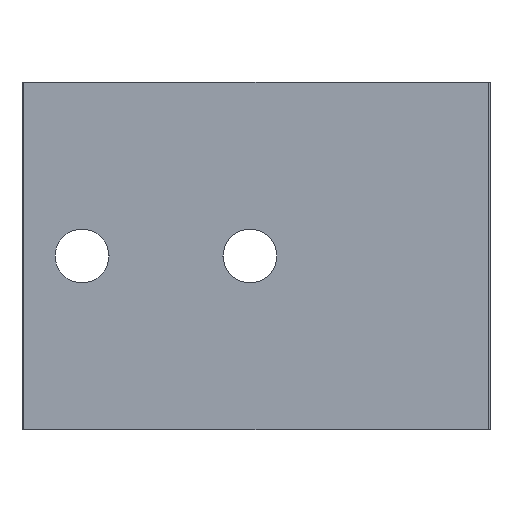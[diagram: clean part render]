
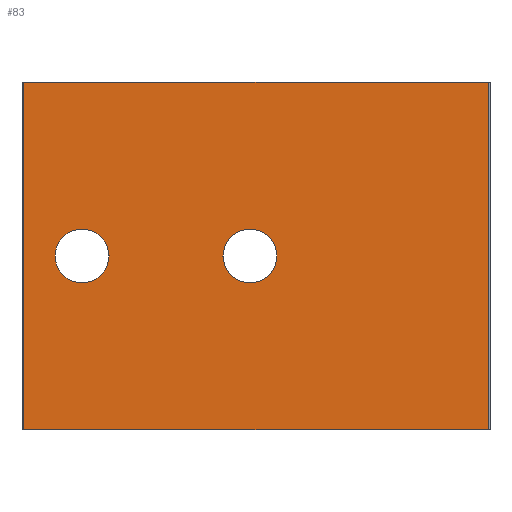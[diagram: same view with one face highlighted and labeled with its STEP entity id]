
A CAD part, front view. The second image highlights one B-rep face of the part: STEP entity #83.
In plain terms, the highlighted planar face has unit normal (0, -1, 0).
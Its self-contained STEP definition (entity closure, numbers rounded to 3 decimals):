
#83 = ADVANCED_FACE ( 'NONE', ( #8186, #4797, #1420 ), #7773, .F. ) ;
#145 = CARTESIAN_POINT ( 'NONE',  ( 10441.392, 2863.331, 14.5 ) ) ;
#257 = CARTESIAN_POINT ( 'NONE',  ( 10481.392, 2863.331, -19. ) ) ;
#292 = AXIS2_PLACEMENT_3D ( 'NONE', #7241, #7806, #7642 ) ;
#380 = ORIENTED_EDGE ( 'NONE', *, *, #393, .F. ) ;
#393 = EDGE_CURVE ( 'NONE', #4249, #7086, #1324, .T. ) ;
#612 = CARTESIAN_POINT ( 'NONE',  ( 10413.392, 2863.331, 10. ) ) ;
#738 = CARTESIAN_POINT ( 'NONE',  ( 10441.392, 2863.331, 5.5 ) ) ;
#884 = DIRECTION ( 'NONE',  ( 1., 0., 0. ) ) ;
#956 = EDGE_LOOP ( 'NONE', ( #7901, #3224 ) ) ;
#1031 = VECTOR ( 'NONE', #884, 1000. ) ;
#1072 = DIRECTION ( 'NONE',  ( 0., 0., 1. ) ) ;
#1176 = EDGE_CURVE ( 'NONE', #4144, #7316, #6062, .T. ) ;
#1247 = DIRECTION ( 'NONE',  ( 0., 0., 1. ) ) ;
#1324 = LINE ( 'NONE', #7760, #3200 ) ;
#1353 = VERTEX_POINT ( 'NONE', #738 ) ;
#1420 = FACE_OUTER_BOUND ( 'NONE', #1885, .T. ) ;
#1617 = DIRECTION ( 'NONE',  ( 0., 1., 0. ) ) ;
#1632 = VERTEX_POINT ( 'NONE', #145 ) ;
#1885 = EDGE_LOOP ( 'NONE', ( #7010, #7625, #6520, #380 ) ) ;
#1940 = ORIENTED_EDGE ( 'NONE', *, *, #2750, .T. ) ;
#2058 = AXIS2_PLACEMENT_3D ( 'NONE', #5420, #1617, #6038 ) ;
#2077 = VECTOR ( 'NONE', #4866, 1000. ) ;
#2116 = CARTESIAN_POINT ( 'NONE',  ( 10403.692, 2863.331, 39. ) ) ;
#2535 = AXIS2_PLACEMENT_3D ( 'NONE', #7423, #3590, #8045 ) ;
#2750 = EDGE_CURVE ( 'NONE', #7316, #4144, #6980, .T. ) ;
#2764 = EDGE_CURVE ( 'NONE', #3203, #7086, #6581, .T. ) ;
#3082 = EDGE_CURVE ( 'NONE', #5308, #3203, #7774, .T. ) ;
#3105 = CARTESIAN_POINT ( 'NONE',  ( 10403.692, 2863.331, -19. ) ) ;
#3175 = EDGE_CURVE ( 'NONE', #1632, #1353, #4184, .T. ) ;
#3200 = VECTOR ( 'NONE', #4409, 1000. ) ;
#3203 = VERTEX_POINT ( 'NONE', #3644 ) ;
#3224 = ORIENTED_EDGE ( 'NONE', *, *, #3175, .T. ) ;
#3268 = CARTESIAN_POINT ( 'NONE',  ( 10481.092, 2863.331, 39. ) ) ;
#3590 = DIRECTION ( 'NONE',  ( 0., 1., 0. ) ) ;
#3644 = CARTESIAN_POINT ( 'NONE',  ( 10481.092, 2863.331, -19. ) ) ;
#3650 = CIRCLE ( 'NONE', #2058, 4.5 ) ;
#4144 = VERTEX_POINT ( 'NONE', #5777 ) ;
#4184 = CIRCLE ( 'NONE', #2535, 4.5 ) ;
#4213 = CARTESIAN_POINT ( 'NONE',  ( 10481.092, 2863.331, 10. ) ) ;
#4249 = VERTEX_POINT ( 'NONE', #2116 ) ;
#4409 = DIRECTION ( 'NONE',  ( 1., 0., 0. ) ) ;
#4674 = EDGE_CURVE ( 'NONE', #4249, #5308, #7561, .T. ) ;
#4797 = FACE_BOUND ( 'NONE', #7785, .T. ) ;
#4866 = DIRECTION ( 'NONE',  ( 0., 0., -1. ) ) ;
#4893 = VECTOR ( 'NONE', #1072, 1000. ) ;
#5039 = DIRECTION ( 'NONE',  ( 0., 1., 0. ) ) ;
#5308 = VERTEX_POINT ( 'NONE', #3105 ) ;
#5420 = CARTESIAN_POINT ( 'NONE',  ( 10441.392, 2863.331, 10. ) ) ;
#5429 = DIRECTION ( 'NONE',  ( 0., 0., 1. ) ) ;
#5777 = CARTESIAN_POINT ( 'NONE',  ( 10413.392, 2863.331, 14.5 ) ) ;
#6022 = AXIS2_PLACEMENT_3D ( 'NONE', #7093, #6049, #5429 ) ;
#6038 = DIRECTION ( 'NONE',  ( 0., 0., 1. ) ) ;
#6049 = DIRECTION ( 'NONE',  ( 0., 1., 0. ) ) ;
#6062 = CIRCLE ( 'NONE', #6022, 4.5 ) ;
#6068 = CARTESIAN_POINT ( 'NONE',  ( 10413.392, 2863.331, 5.5 ) ) ;
#6520 = ORIENTED_EDGE ( 'NONE', *, *, #2764, .T. ) ;
#6581 = LINE ( 'NONE', #4213, #4893 ) ;
#6980 = CIRCLE ( 'NONE', #7956, 4.5 ) ;
#7010 = ORIENTED_EDGE ( 'NONE', *, *, #4674, .T. ) ;
#7086 = VERTEX_POINT ( 'NONE', #3268 ) ;
#7093 = CARTESIAN_POINT ( 'NONE',  ( 10413.392, 2863.331, 10. ) ) ;
#7241 = CARTESIAN_POINT ( 'NONE',  ( 10481.392, 2863.331, 10. ) ) ;
#7282 = EDGE_CURVE ( 'NONE', #1353, #1632, #3650, .T. ) ;
#7316 = VERTEX_POINT ( 'NONE', #6068 ) ;
#7419 = ORIENTED_EDGE ( 'NONE', *, *, #1176, .T. ) ;
#7423 = CARTESIAN_POINT ( 'NONE',  ( 10441.392, 2863.331, 10. ) ) ;
#7561 = LINE ( 'NONE', #8042, #2077 ) ;
#7625 = ORIENTED_EDGE ( 'NONE', *, *, #3082, .T. ) ;
#7642 = DIRECTION ( 'NONE',  ( 0., 0., 1. ) ) ;
#7760 = CARTESIAN_POINT ( 'NONE',  ( 10481.392, 2863.331, 39. ) ) ;
#7773 = PLANE ( 'NONE',  #292 ) ;
#7774 = LINE ( 'NONE', #257, #1031 ) ;
#7785 = EDGE_LOOP ( 'NONE', ( #1940, #7419 ) ) ;
#7806 = DIRECTION ( 'NONE',  ( 0., 1., 0. ) ) ;
#7901 = ORIENTED_EDGE ( 'NONE', *, *, #7282, .T. ) ;
#7956 = AXIS2_PLACEMENT_3D ( 'NONE', #612, #5039, #1247 ) ;
#8042 = CARTESIAN_POINT ( 'NONE',  ( 10403.692, 2863.331, 10. ) ) ;
#8045 = DIRECTION ( 'NONE',  ( 0., 0., 1. ) ) ;
#8186 = FACE_BOUND ( 'NONE', #956, .T. ) ;
